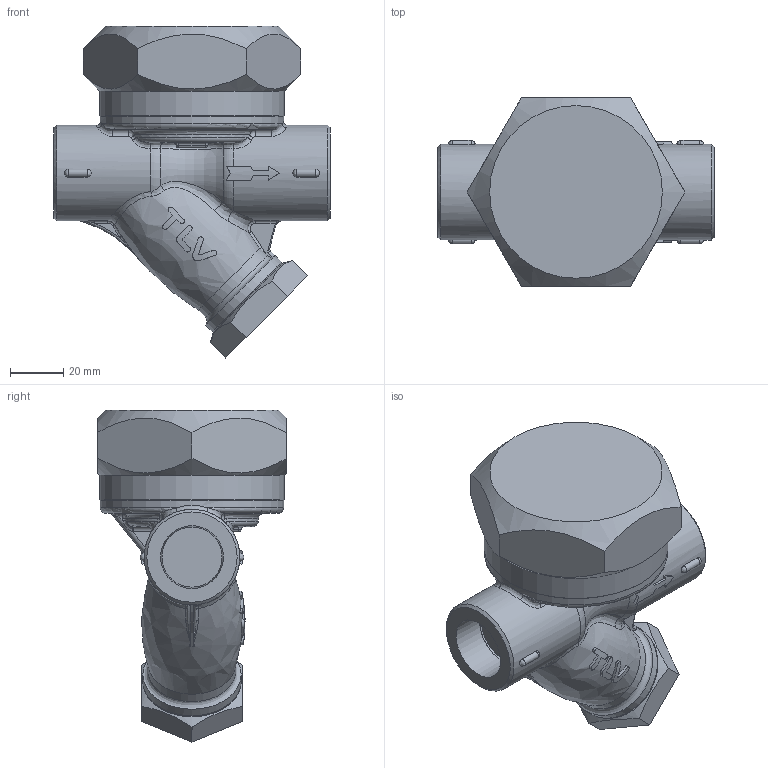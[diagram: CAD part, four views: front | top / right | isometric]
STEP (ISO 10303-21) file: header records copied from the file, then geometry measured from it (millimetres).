
FILE_DESCRIPTION((''),'2;1');
FILE_NAME('a3n00-020-screw-00.stp','2009-11-12T10:30:32',('nakaot'),(''),'Autodesk Inventor 2008','Autodesk Inventor 2008','');
FILE_SCHEMA(('AUTOMOTIVE_DESIGN { 1 0 10303 214 1 1 1 1 }'));
Length unit declared in the file: millimetre
Products named in the file (1): a3n00-020-screw-00
Bounding box: 104 x 71 x 125 mm (x, y, z)
Volume: 311474.3 mm3; surface area: 37898.3 mm2
Topology: 1 solids, 1 shells, 262 faces, 681 edges, 408 vertices
Faces by surface type: bspline 122, plane 58, cylinder 52, torus 14, sphere 10, cone 6
Full cylindrical faces by diameter (mm): 36 x2, 37 x1, 60 x1, 69 x1, 69.5 x1
Entity records: 17639 total; most frequent: CARTESIAN_POINT 12283, ORIENTED_EDGE 1266, DIRECTION 836, EDGE_CURVE 633, VERTEX_POINT 403, AXIS2_PLACEMENT_3D 347, EDGE_LOOP 292, B_SPLINE_CURVE_WITH_KNOTS 267
